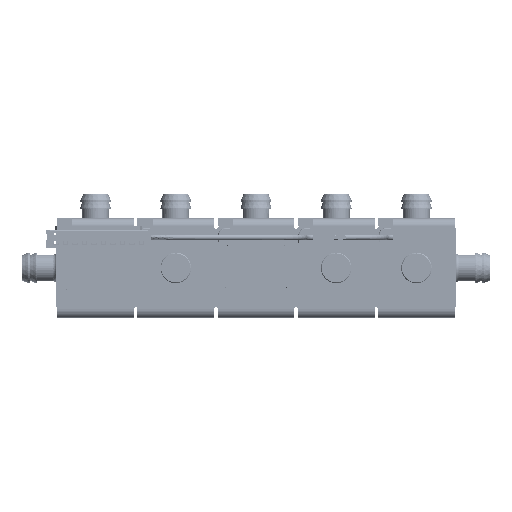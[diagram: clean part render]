
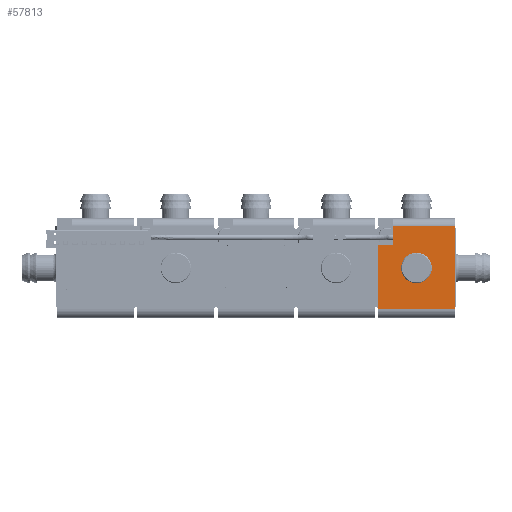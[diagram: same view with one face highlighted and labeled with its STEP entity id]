
A CAD part, front view. The second image highlights one B-rep face of the part: STEP entity #57813.
In plain terms, the highlighted planar face has unit normal (0, -1, 0).
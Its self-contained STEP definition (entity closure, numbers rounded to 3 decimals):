
#9155=DIRECTION('',(0.,0.,-1.));
#9156=VECTOR('',#9155,4.8);
#9157=CARTESIAN_POINT('',(35.95,-53.,10.85));
#9158=LINE('',#9157,#9156);
#9547=DIRECTION('',(0.,0.,-1.));
#9548=VECTOR('',#9547,16.9);
#9549=CARTESIAN_POINT('',(31.95,-53.,6.05));
#9550=LINE('',#9549,#9548);
#9573=DIRECTION('',(-1.,0.,0.));
#9574=VECTOR('',#9573,4.);
#9575=CARTESIAN_POINT('',(35.95,-53.,6.05));
#9576=LINE('',#9575,#9574);
#9581=DIRECTION('',(0.,0.,-1.));
#9582=VECTOR('',#9581,21.7);
#9583=CARTESIAN_POINT('',(52.05,-53.,10.85));
#9584=LINE('',#9583,#9582);
#9585=CARTESIAN_POINT('',(42.,-53.,0.));
#9586=DIRECTION('',(0.,1.,0.));
#9587=DIRECTION('',(-1.,0.,0.));
#9588=AXIS2_PLACEMENT_3D('',#9585,#9586,#9587);
#9590=CARTESIAN_POINT('',(42.,-53.,0.));
#9591=DIRECTION('',(0.,1.,0.));
#9592=DIRECTION('',(1.,0.,0.));
#9593=AXIS2_PLACEMENT_3D('',#9590,#9591,#9592);
#9599=DIRECTION('',(-1.,0.,0.));
#9600=VECTOR('',#9599,16.1);
#9601=CARTESIAN_POINT('',(52.05,-53.,10.85));
#9602=LINE('',#9601,#9600);
#9763=DIRECTION('',(1.,0.,0.));
#9764=VECTOR('',#9763,20.1);
#9765=CARTESIAN_POINT('',(31.95,-53.,-10.85));
#9766=LINE('',#9765,#9764);
#41108=CARTESIAN_POINT('',(35.95,-53.,10.85));
#41109=VERTEX_POINT('',#41108);
#41110=CARTESIAN_POINT('',(35.95,-53.,6.05));
#41111=VERTEX_POINT('',#41110);
#41120=CARTESIAN_POINT('',(31.95,-53.,6.05));
#41121=VERTEX_POINT('',#41120);
#41122=CARTESIAN_POINT('',(31.95,-53.,-10.85));
#41123=VERTEX_POINT('',#41122);
#41132=CARTESIAN_POINT('',(52.05,-53.,10.85));
#41133=VERTEX_POINT('',#41132);
#41134=CARTESIAN_POINT('',(52.05,-53.,-10.85));
#41135=VERTEX_POINT('',#41134);
#46123=CARTESIAN_POINT('',(38.,-53.,0.));
#46124=CARTESIAN_POINT('',(46.,-53.,0.));
#46125=VERTEX_POINT('',#46123);
#46126=VERTEX_POINT('',#46124);
#57792=CARTESIAN_POINT('',(42.,-53.,0.));
#57793=DIRECTION('',(0.,1.,0.));
#57794=DIRECTION('',(0.,0.,-1.));
#57795=AXIS2_PLACEMENT_3D('',#57792,#57793,#57794);
#57796=PLANE('',#57795);
#57797=ORIENTED_EDGE('',*,*,#57785,.F.);
#57798=ORIENTED_EDGE('',*,*,#57333,.F.);
#57800=ORIENTED_EDGE('',*,*,#57799,.F.);
#57801=ORIENTED_EDGE('',*,*,#57728,.T.);
#57803=ORIENTED_EDGE('',*,*,#57802,.F.);
#57804=ORIENTED_EDGE('',*,*,#57763,.F.);
#57805=EDGE_LOOP('',(#57797,#57798,#57800,#57801,#57803,#57804));
#57806=FACE_OUTER_BOUND('',#57805,.F.);
#57808=ORIENTED_EDGE('',*,*,#57807,.F.);
#57810=ORIENTED_EDGE('',*,*,#57809,.F.);
#57811=EDGE_LOOP('',(#57808,#57810));
#57812=FACE_BOUND('',#57811,.F.);
#57813=ADVANCED_FACE('',(#57806,#57812),#57796,.F.);
#9589=CIRCLE('',#9588,4.);
#9594=CIRCLE('',#9593,4.);
#57333=EDGE_CURVE('',#41109,#41111,#9158,.T.);
#57728=EDGE_CURVE('',#41133,#41135,#9584,.T.);
#57763=EDGE_CURVE('',#41121,#41123,#9550,.T.);
#57785=EDGE_CURVE('',#41111,#41121,#9576,.T.);
#57799=EDGE_CURVE('',#41133,#41109,#9602,.T.);
#57802=EDGE_CURVE('',#41123,#41135,#9766,.T.);
#57807=EDGE_CURVE('',#46125,#46126,#9589,.T.);
#57809=EDGE_CURVE('',#46126,#46125,#9594,.T.);
